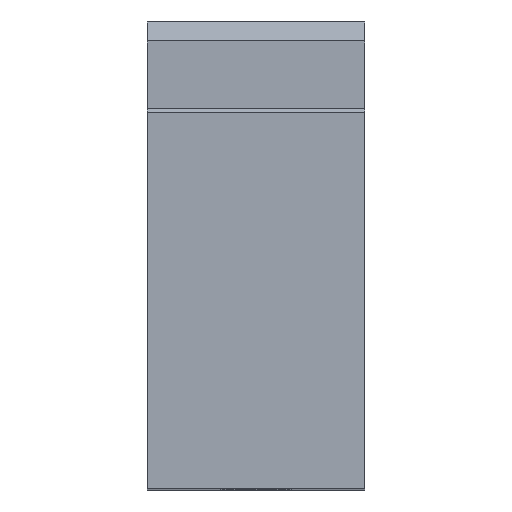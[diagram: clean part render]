
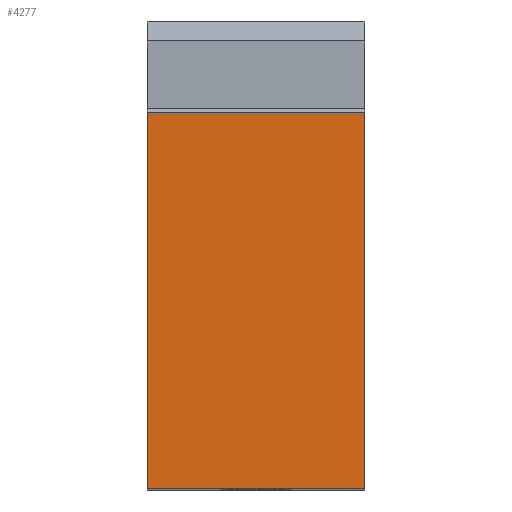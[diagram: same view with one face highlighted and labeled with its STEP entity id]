
A CAD part, top view. The second image highlights one B-rep face of the part: STEP entity #4277.
In plain terms, the highlighted planar face has unit normal (0, 0, 1).
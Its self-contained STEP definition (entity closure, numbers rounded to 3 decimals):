
#292 = VERTEX_POINT ( 'NONE', #5351 ) ;
#320 = FACE_OUTER_BOUND ( 'NONE', #5823, .T. ) ;
#655 = DIRECTION ( 'NONE',  ( -1., 0., 0. ) ) ;
#749 = CARTESIAN_POINT ( 'NONE',  ( 21., 9.65, 30. ) ) ;
#801 = VERTEX_POINT ( 'NONE', #2633 ) ;
#1176 = ORIENTED_EDGE ( 'NONE', *, *, #3663, .F. ) ;
#1394 = ORIENTED_EDGE ( 'NONE', *, *, #2064, .F. ) ;
#1866 = DIRECTION ( 'NONE',  ( 1., 0., 0. ) ) ;
#1873 = AXIS2_PLACEMENT_3D ( 'NONE', #5095, #2777, #1866 ) ;
#1887 = PLANE ( 'NONE',  #1873 ) ;
#2006 = CARTESIAN_POINT ( 'NONE',  ( 20., -25., 30. ) ) ;
#2064 = EDGE_CURVE ( 'E512', #4352, #801, #5933, .T. ) ;
#2606 = ORIENTED_EDGE ( 'NONE', *, *, #4628, .F. ) ;
#2633 = CARTESIAN_POINT ( 'NONE',  ( 0., -25., 30. ) ) ;
#2646 = DIRECTION ( 'NONE',  ( 0., -1., 0. ) ) ;
#2666 = VECTOR ( 'NONE', #3889, 1000. ) ;
#2777 = DIRECTION ( 'NONE',  ( 0., 0., 1. ) ) ;
#2793 = LINE ( 'NONE', #749, #5906 ) ;
#3107 = CARTESIAN_POINT ( 'NONE',  ( 20., -7.5, 30. ) ) ;
#3366 = CARTESIAN_POINT ( 'NONE',  ( 10., -25., 30. ) ) ;
#3469 = DIRECTION ( 'NONE',  ( -1., 0., 0. ) ) ;
#3663 = EDGE_CURVE ( 'E222', #801, #3895, #5139, .T. ) ;
#3889 = DIRECTION ( 'NONE',  ( 0., 1., 0. ) ) ;
#3895 = VERTEX_POINT ( 'NONE', #4168 ) ;
#4168 = CARTESIAN_POINT ( 'NONE',  ( 0., 9.65, 30. ) ) ;
#4277 = ADVANCED_FACE ( 'E496', ( #320 ), #1887, .T. ) ;
#4314 = VECTOR ( 'NONE', #655, 1000. ) ;
#4352 = VERTEX_POINT ( 'NONE', #2006 ) ;
#4569 = VECTOR ( 'NONE', #2646, 1000. ) ;
#4628 = EDGE_CURVE ( 'E444', #292, #4352, #5198, .T. ) ;
#5001 = EDGE_CURVE ( 'E502', #292, #3895, #2793, .T. ) ;
#5095 = CARTESIAN_POINT ( 'NONE',  ( 10., -7.5, 30. ) ) ;
#5139 = LINE ( 'NONE', #5205, #2666 ) ;
#5198 = LINE ( 'NONE', #3107, #4569 ) ;
#5205 = CARTESIAN_POINT ( 'NONE',  ( 0., -7.5, 30. ) ) ;
#5351 = CARTESIAN_POINT ( 'NONE',  ( 20., 9.65, 30. ) ) ;
#5534 = ORIENTED_EDGE ( 'NONE', *, *, #5001, .T. ) ;
#5823 = EDGE_LOOP ( 'NONE', ( #2606, #5534, #1176, #1394 ) ) ;
#5906 = VECTOR ( 'NONE', #3469, 1000. ) ;
#5933 = LINE ( 'NONE', #3366, #4314 ) ;
